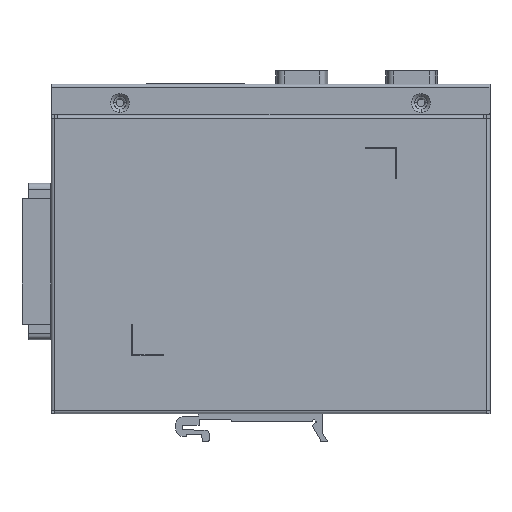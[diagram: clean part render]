
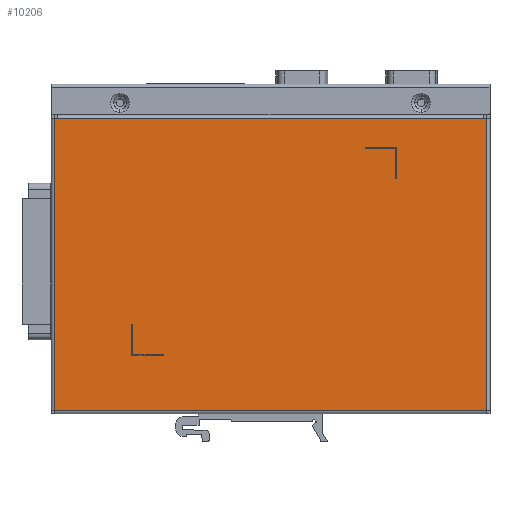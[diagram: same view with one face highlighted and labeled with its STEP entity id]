
A CAD part, front view. The second image highlights one B-rep face of the part: STEP entity #10206.
In plain terms, the highlighted planar face has unit normal (0, -1, 0).
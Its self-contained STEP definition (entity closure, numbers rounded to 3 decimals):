
#2316=DIRECTION('',(0.,0.,1.));
#2317=VECTOR('',#2316,93.14);
#2318=CARTESIAN_POINT('',(-68.,-9.8,-62.54));
#2319=LINE('',#2318,#2317);
#2673=DIRECTION('',(1.,0.,0.));
#2674=VECTOR('',#2673,136.);
#2675=CARTESIAN_POINT('',(-67.,-9.8,30.6));
#2676=LINE('',#2675,#2674);
#2677=DIRECTION('',(-1.,0.,0.));
#2678=VECTOR('',#2677,1.);
#2679=CARTESIAN_POINT('',(-67.,-9.8,30.6));
#2680=LINE('',#2679,#2678);
#2681=DIRECTION('',(-1.,0.,0.));
#2682=VECTOR('',#2681,1.);
#2683=CARTESIAN_POINT('',(70.,-9.8,30.6));
#2684=LINE('',#2683,#2682);
#2685=DIRECTION('',(0.,0.,-1.));
#2686=VECTOR('',#2685,10.);
#2687=CARTESIAN_POINT('',(41.2,-9.8,21.348));
#2688=LINE('',#2687,#2686);
#2689=DIRECTION('',(1.,0.,0.));
#2690=VECTOR('',#2689,10.);
#2691=CARTESIAN_POINT('',(31.2,-9.8,21.348));
#2692=LINE('',#2691,#2690);
#2693=DIRECTION('',(0.,0.,1.));
#2694=VECTOR('',#2693,0.312);
#2695=CARTESIAN_POINT('',(31.2,-9.8,21.036));
#2696=LINE('',#2695,#2694);
#2697=DIRECTION('',(-1.,0.,0.));
#2698=VECTOR('',#2697,9.7);
#2699=CARTESIAN_POINT('',(40.9,-9.8,21.036));
#2700=LINE('',#2699,#2698);
#2701=DIRECTION('',(0.,0.,1.));
#2702=VECTOR('',#2701,9.688);
#2703=CARTESIAN_POINT('',(40.9,-9.8,11.348));
#2704=LINE('',#2703,#2702);
#2705=DIRECTION('',(-1.,0.,0.));
#2706=VECTOR('',#2705,0.3);
#2707=CARTESIAN_POINT('',(41.2,-9.8,11.348));
#2708=LINE('',#2707,#2706);
#2709=DIRECTION('',(-1.,0.,0.));
#2710=VECTOR('',#2709,10.);
#2711=CARTESIAN_POINT('',(-33.2,-9.8,-45.04));
#2712=LINE('',#2711,#2710);
#2713=DIRECTION('',(0.,0.,-1.));
#2714=VECTOR('',#2713,0.3);
#2715=CARTESIAN_POINT('',(-33.2,-9.8,-44.74));
#2716=LINE('',#2715,#2714);
#2717=DIRECTION('',(1.,0.,0.));
#2718=VECTOR('',#2717,9.7);
#2719=CARTESIAN_POINT('',(-42.9,-9.8,-44.74));
#2720=LINE('',#2719,#2718);
#2721=DIRECTION('',(0.,0.,-1.));
#2722=VECTOR('',#2721,9.7);
#2723=CARTESIAN_POINT('',(-42.9,-9.8,-35.04));
#2724=LINE('',#2723,#2722);
#2725=DIRECTION('',(1.,0.,0.));
#2726=VECTOR('',#2725,0.3);
#2727=CARTESIAN_POINT('',(-43.2,-9.8,-35.04));
#2728=LINE('',#2727,#2726);
#2729=DIRECTION('',(0.,0.,1.));
#2730=VECTOR('',#2729,10.);
#2731=CARTESIAN_POINT('',(-43.2,-9.8,-45.04));
#2732=LINE('',#2731,#2730);
#2737=DIRECTION('',(0.,0.,-1.));
#2738=VECTOR('',#2737,93.14);
#2739=CARTESIAN_POINT('',(70.,-9.8,30.6));
#2740=LINE('',#2739,#2738);
#2902=DIRECTION('',(-1.,0.,0.));
#2903=VECTOR('',#2902,138.);
#2904=CARTESIAN_POINT('',(70.,-9.8,-62.54));
#2905=LINE('',#2904,#2903);
#5042=CARTESIAN_POINT('',(70.,-9.8,-62.54));
#5043=CARTESIAN_POINT('',(-68.,-9.8,-62.54));
#5044=VERTEX_POINT('',#5042);
#5045=VERTEX_POINT('',#5043);
#5065=CARTESIAN_POINT('',(70.,-9.8,30.6));
#5066=VERTEX_POINT('',#5065);
#5067=CARTESIAN_POINT('',(-68.,-9.8,30.6));
#5068=VERTEX_POINT('',#5067);
#5078=CARTESIAN_POINT('',(69.,-9.8,30.6));
#5079=VERTEX_POINT('',#5078);
#5080=CARTESIAN_POINT('',(-67.,-9.8,30.6));
#5081=VERTEX_POINT('',#5080);
#5107=CARTESIAN_POINT('',(41.2,-9.8,21.348));
#5108=CARTESIAN_POINT('',(41.2,-9.8,11.348));
#5109=VERTEX_POINT('',#5107);
#5110=VERTEX_POINT('',#5108);
#5136=CARTESIAN_POINT('',(-33.2,-9.8,-45.04));
#5137=CARTESIAN_POINT('',(-43.2,-9.8,-45.04));
#5138=VERTEX_POINT('',#5136);
#5139=VERTEX_POINT('',#5137);
#5140=CARTESIAN_POINT('',(40.9,-9.8,11.348));
#5141=VERTEX_POINT('',#5140);
#5142=CARTESIAN_POINT('',(31.2,-9.8,21.348));
#5143=VERTEX_POINT('',#5142);
#5177=CARTESIAN_POINT('',(-43.2,-9.8,-35.04));
#5178=VERTEX_POINT('',#5177);
#5179=CARTESIAN_POINT('',(-33.2,-9.8,-44.74));
#5180=VERTEX_POINT('',#5179);
#5181=CARTESIAN_POINT('',(40.9,-9.8,21.036));
#5182=VERTEX_POINT('',#5181);
#5183=CARTESIAN_POINT('',(31.2,-9.8,21.036));
#5184=VERTEX_POINT('',#5183);
#5218=CARTESIAN_POINT('',(-42.9,-9.8,-35.04));
#5219=VERTEX_POINT('',#5218);
#5220=CARTESIAN_POINT('',(-42.9,-9.8,-44.74));
#5221=VERTEX_POINT('',#5220);
#10163=CARTESIAN_POINT('',(1.,-9.8,-17.24));
#10164=DIRECTION('',(0.,1.,0.));
#10165=DIRECTION('',(-1.,0.,0.));
#10166=AXIS2_PLACEMENT_3D('',#10163,#10164,#10165);
#10167=PLANE('',#10166);
#10168=ORIENTED_EDGE('',*,*,#9735,.F.);
#10169=ORIENTED_EDGE('',*,*,#10158,.T.);
#10170=ORIENTED_EDGE('',*,*,#9383,.F.);
#10172=ORIENTED_EDGE('',*,*,#10171,.T.);
#10174=ORIENTED_EDGE('',*,*,#10173,.T.);
#10175=ORIENTED_EDGE('',*,*,#9716,.T.);
#10176=EDGE_LOOP('',(#10168,#10169,#10170,#10172,#10174,#10175));
#10177=FACE_OUTER_BOUND('',#10176,.F.);
#10179=ORIENTED_EDGE('',*,*,#10178,.F.);
#10181=ORIENTED_EDGE('',*,*,#10180,.F.);
#10183=ORIENTED_EDGE('',*,*,#10182,.F.);
#10185=ORIENTED_EDGE('',*,*,#10184,.F.);
#10187=ORIENTED_EDGE('',*,*,#10186,.F.);
#10189=ORIENTED_EDGE('',*,*,#10188,.F.);
#10190=EDGE_LOOP('',(#10179,#10181,#10183,#10185,#10187,#10189));
#10191=FACE_BOUND('',#10190,.F.);
#10193=ORIENTED_EDGE('',*,*,#10192,.F.);
#10195=ORIENTED_EDGE('',*,*,#10194,.F.);
#10197=ORIENTED_EDGE('',*,*,#10196,.F.);
#10199=ORIENTED_EDGE('',*,*,#10198,.F.);
#10201=ORIENTED_EDGE('',*,*,#10200,.F.);
#10203=ORIENTED_EDGE('',*,*,#10202,.F.);
#10204=EDGE_LOOP('',(#10193,#10195,#10197,#10199,#10201,#10203));
#10205=FACE_BOUND('',#10204,.F.);
#10206=ADVANCED_FACE('',(#10177,#10191,#10205),#10167,.F.);
#9383=EDGE_CURVE('',#5066,#5079,#2684,.T.);
#9716=EDGE_CURVE('',#5045,#5068,#2319,.T.);
#9735=EDGE_CURVE('',#5081,#5068,#2680,.T.);
#10158=EDGE_CURVE('',#5081,#5079,#2676,.T.);
#10171=EDGE_CURVE('',#5066,#5044,#2740,.T.);
#10173=EDGE_CURVE('',#5044,#5045,#2905,.T.);
#10178=EDGE_CURVE('',#5109,#5110,#2688,.T.);
#10180=EDGE_CURVE('',#5143,#5109,#2692,.T.);
#10182=EDGE_CURVE('',#5184,#5143,#2696,.T.);
#10184=EDGE_CURVE('',#5182,#5184,#2700,.T.);
#10186=EDGE_CURVE('',#5141,#5182,#2704,.T.);
#10188=EDGE_CURVE('',#5110,#5141,#2708,.T.);
#10192=EDGE_CURVE('',#5138,#5139,#2712,.T.);
#10194=EDGE_CURVE('',#5180,#5138,#2716,.T.);
#10196=EDGE_CURVE('',#5221,#5180,#2720,.T.);
#10198=EDGE_CURVE('',#5219,#5221,#2724,.T.);
#10200=EDGE_CURVE('',#5178,#5219,#2728,.T.);
#10202=EDGE_CURVE('',#5139,#5178,#2732,.T.);
